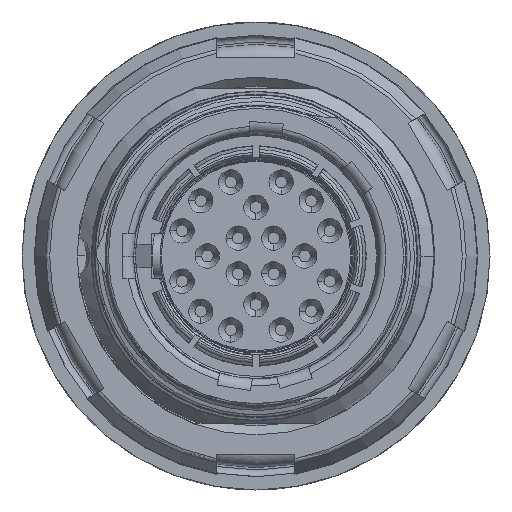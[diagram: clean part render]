
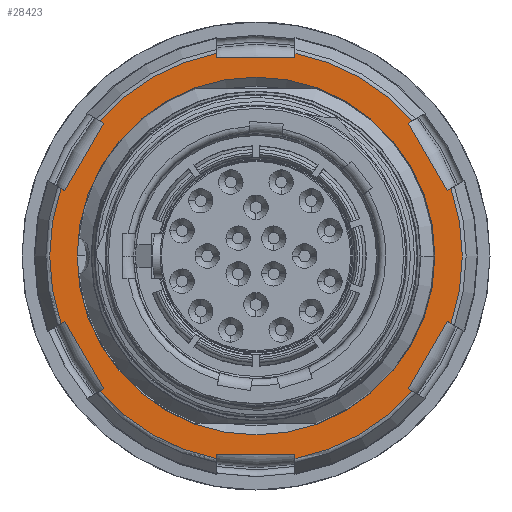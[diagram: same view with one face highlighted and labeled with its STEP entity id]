
A CAD part, left-side view. The second image highlights one B-rep face of the part: STEP entity #28423.
In plain terms, the highlighted face is planar.
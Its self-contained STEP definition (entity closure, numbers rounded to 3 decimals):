
#26970=CARTESIAN_POINT('',(0.,3.,0.));
#26971=DIRECTION('',(0.,1.,0.));
#26972=DIRECTION('',(-0.189,0.,-0.982));
#26973=AXIS2_PLACEMENT_3D('',#26970,#26971,#26972);
#26988=CARTESIAN_POINT('',(0.,3.,0.));
#26989=DIRECTION('',(0.,1.,0.));
#26990=DIRECTION('',(-0.945,0.,-0.327));
#26991=AXIS2_PLACEMENT_3D('',#26988,#26989,#26990);
#27024=CARTESIAN_POINT('',(0.,3.,0.));
#27025=DIRECTION('',(0.,1.,0.));
#27026=DIRECTION('',(0.756,0.,-0.655));
#27027=AXIS2_PLACEMENT_3D('',#27024,#27025,#27026);
#27078=CARTESIAN_POINT('',(0.,3.,0.));
#27079=DIRECTION('',(0.,1.,0.));
#27080=DIRECTION('',(-0.756,0.,0.655));
#27081=AXIS2_PLACEMENT_3D('',#27078,#27079,#27080);
#27114=CARTESIAN_POINT('',(0.,3.,0.));
#27115=DIRECTION('',(0.,1.,0.));
#27116=DIRECTION('',(0.189,0.,0.982));
#27117=AXIS2_PLACEMENT_3D('',#27114,#27115,#27116);
#27132=CARTESIAN_POINT('',(0.,3.,0.));
#27133=DIRECTION('',(0.,1.,0.));
#27134=DIRECTION('',(0.945,0.,0.327));
#27135=AXIS2_PLACEMENT_3D('',#27132,#27133,#27134);
#27158=DIRECTION('',(-0.866,0.,-0.5));
#27159=VECTOR('',#27158,0.19);
#27160=CARTESIAN_POINT('',(6.997,3.,6.061));
#27161=LINE('',#27160,#27159);
#27165=DIRECTION('',(0.,0.,-1.));
#27166=VECTOR('',#27165,0.19);
#27167=CARTESIAN_POINT('',(1.75,3.,9.09));
#27168=LINE('',#27167,#27166);
#27172=DIRECTION('',(1.,0.,0.));
#27173=VECTOR('',#27172,3.5);
#27174=CARTESIAN_POINT('',(-1.75,3.,8.9));
#27175=LINE('',#27174,#27173);
#27179=DIRECTION('',(0.,0.,-1.));
#27180=VECTOR('',#27179,0.19);
#27181=CARTESIAN_POINT('',(-1.75,3.,9.09));
#27182=LINE('',#27181,#27180);
#27186=DIRECTION('',(-0.866,0.,0.5));
#27187=VECTOR('',#27186,0.19);
#27188=CARTESIAN_POINT('',(-6.833,3.,5.966));
#27189=LINE('',#27188,#27187);
#27193=DIRECTION('',(0.5,0.,0.866));
#27194=VECTOR('',#27193,3.5);
#27195=CARTESIAN_POINT('',(-8.583,3.,2.934));
#27196=LINE('',#27195,#27194);
#27200=DIRECTION('',(0.866,0.,-0.5));
#27201=VECTOR('',#27200,0.19);
#27202=CARTESIAN_POINT('',(-8.747,3.,3.03));
#27203=LINE('',#27202,#27201);
#27207=DIRECTION('',(0.866,0.,0.5));
#27208=VECTOR('',#27207,0.19);
#27209=CARTESIAN_POINT('',(-8.747,3.,-3.03));
#27210=LINE('',#27209,#27208);
#27214=DIRECTION('',(-0.5,0.,0.866));
#27215=VECTOR('',#27214,3.5);
#27216=CARTESIAN_POINT('',(-6.833,3.,-5.966));
#27217=LINE('',#27216,#27215);
#27221=DIRECTION('',(0.866,0.,0.5));
#27222=VECTOR('',#27221,0.19);
#27223=CARTESIAN_POINT('',(-6.997,3.,-6.061));
#27224=LINE('',#27223,#27222);
#27228=DIRECTION('',(0.,0.,1.));
#27229=VECTOR('',#27228,0.19);
#27230=CARTESIAN_POINT('',(-1.75,3.,-9.09));
#27231=LINE('',#27230,#27229);
#27235=DIRECTION('',(-1.,0.,0.));
#27236=VECTOR('',#27235,3.5);
#27237=CARTESIAN_POINT('',(1.75,3.,-8.9));
#27238=LINE('',#27237,#27236);
#27242=DIRECTION('',(0.,0.,1.));
#27243=VECTOR('',#27242,0.19);
#27244=CARTESIAN_POINT('',(1.75,3.,-9.09));
#27245=LINE('',#27244,#27243);
#27249=DIRECTION('',(0.866,0.,-0.5));
#27250=VECTOR('',#27249,0.19);
#27251=CARTESIAN_POINT('',(6.833,3.,-5.966));
#27252=LINE('',#27251,#27250);
#27256=DIRECTION('',(-0.5,0.,-0.866));
#27257=VECTOR('',#27256,3.5);
#27258=CARTESIAN_POINT('',(8.583,3.,-2.934));
#27259=LINE('',#27258,#27257);
#27263=DIRECTION('',(-0.866,0.,0.5));
#27264=VECTOR('',#27263,0.19);
#27265=CARTESIAN_POINT('',(8.747,3.,-3.03));
#27266=LINE('',#27265,#27264);
#27270=DIRECTION('',(-0.866,0.,-0.5));
#27271=VECTOR('',#27270,0.19);
#27272=CARTESIAN_POINT('',(8.747,3.,3.03));
#27273=LINE('',#27272,#27271);
#27277=DIRECTION('',(0.5,0.,-0.866));
#27278=VECTOR('',#27277,3.5);
#27279=CARTESIAN_POINT('',(6.833,3.,5.966));
#27280=LINE('',#27279,#27278);
#27299=CARTESIAN_POINT('',(0.,3.,0.));
#27300=DIRECTION('',(0.,-1.,0.));
#27301=DIRECTION('',(-1.,0.,0.));
#27302=AXIS2_PLACEMENT_3D('',#27299,#27300,#27301);
#27322=CARTESIAN_POINT('',(0.,3.,0.));
#27323=DIRECTION('',(0.,1.,0.));
#27324=DIRECTION('',(-1.,0.,0.));
#27325=AXIS2_PLACEMENT_3D('',#27322,#27323,#27324);
#27556=CARTESIAN_POINT('',(-8.583,3.,2.934));
#27557=VERTEX_POINT('',#27556);
#27558=CARTESIAN_POINT('',(-6.833,3.,5.966));
#27559=VERTEX_POINT('',#27558);
#27564=CARTESIAN_POINT('',(-8.025,3.,0.));
#27565=CARTESIAN_POINT('',(8.025,3.,0.));
#27566=VERTEX_POINT('',#27564);
#27567=VERTEX_POINT('',#27565);
#27576=CARTESIAN_POINT('',(-8.747,3.,3.03));
#27577=VERTEX_POINT('',#27576);
#27578=CARTESIAN_POINT('',(-6.997,3.,6.061));
#27579=VERTEX_POINT('',#27578);
#27600=CARTESIAN_POINT('',(1.75,3.,-9.09));
#27601=CARTESIAN_POINT('',(1.75,3.,-8.9));
#27602=VERTEX_POINT('',#27600);
#27603=VERTEX_POINT('',#27601);
#27604=CARTESIAN_POINT('',(-1.75,3.,-8.9));
#27605=VERTEX_POINT('',#27604);
#27606=CARTESIAN_POINT('',(-1.75,3.,-9.09));
#27607=VERTEX_POINT('',#27606);
#27628=CARTESIAN_POINT('',(-6.997,3.,-6.061));
#27629=CARTESIAN_POINT('',(-6.833,3.,-5.966));
#27630=VERTEX_POINT('',#27628);
#27631=VERTEX_POINT('',#27629);
#27632=CARTESIAN_POINT('',(-8.583,3.,-2.934));
#27633=VERTEX_POINT('',#27632);
#27634=CARTESIAN_POINT('',(-8.747,3.,-3.03));
#27635=VERTEX_POINT('',#27634);
#27656=CARTESIAN_POINT('',(8.747,3.,-3.03));
#27657=CARTESIAN_POINT('',(8.583,3.,-2.934));
#27658=VERTEX_POINT('',#27656);
#27659=VERTEX_POINT('',#27657);
#27660=CARTESIAN_POINT('',(6.833,3.,-5.966));
#27661=VERTEX_POINT('',#27660);
#27662=CARTESIAN_POINT('',(6.997,3.,-6.061));
#27663=VERTEX_POINT('',#27662);
#27684=CARTESIAN_POINT('',(-1.75,3.,9.09));
#27685=CARTESIAN_POINT('',(-1.75,3.,8.9));
#27686=VERTEX_POINT('',#27684);
#27687=VERTEX_POINT('',#27685);
#27688=CARTESIAN_POINT('',(1.75,3.,8.9));
#27689=VERTEX_POINT('',#27688);
#27690=CARTESIAN_POINT('',(1.75,3.,9.09));
#27691=VERTEX_POINT('',#27690);
#27712=CARTESIAN_POINT('',(6.997,3.,6.061));
#27713=CARTESIAN_POINT('',(6.833,3.,5.966));
#27714=VERTEX_POINT('',#27712);
#27715=VERTEX_POINT('',#27713);
#27716=CARTESIAN_POINT('',(8.583,3.,2.934));
#27717=VERTEX_POINT('',#27716);
#27718=CARTESIAN_POINT('',(8.747,3.,3.03));
#27719=VERTEX_POINT('',#27718);
#28373=CARTESIAN_POINT('',(0.,3.,0.));
#28374=DIRECTION('',(0.,-1.,0.));
#28375=DIRECTION('',(1.,0.,0.));
#28376=AXIS2_PLACEMENT_3D('',#28373,#28374,#28375);
#28377=PLANE('',#28376);
#28378=ORIENTED_EDGE('',*,*,#27854,.F.);
#28379=ORIENTED_EDGE('',*,*,#28353,.F.);
#28381=ORIENTED_EDGE('',*,*,#28380,.T.);
#28383=ORIENTED_EDGE('',*,*,#28382,.F.);
#28385=ORIENTED_EDGE('',*,*,#28384,.F.);
#28386=ORIENTED_EDGE('',*,*,#28339,.F.);
#28388=ORIENTED_EDGE('',*,*,#28387,.F.);
#28390=ORIENTED_EDGE('',*,*,#28389,.F.);
#28392=ORIENTED_EDGE('',*,*,#28391,.F.);
#28393=ORIENTED_EDGE('',*,*,#28307,.F.);
#28395=ORIENTED_EDGE('',*,*,#28394,.T.);
#28397=ORIENTED_EDGE('',*,*,#28396,.F.);
#28398=ORIENTED_EDGE('',*,*,#27965,.F.);
#28399=ORIENTED_EDGE('',*,*,#28295,.F.);
#28400=ORIENTED_EDGE('',*,*,#28068,.T.);
#28401=ORIENTED_EDGE('',*,*,#28089,.F.);
#28402=ORIENTED_EDGE('',*,*,#28109,.F.);
#28403=ORIENTED_EDGE('',*,*,#28322,.F.);
#28405=ORIENTED_EDGE('',*,*,#28404,.F.);
#28407=ORIENTED_EDGE('',*,*,#28406,.F.);
#28409=ORIENTED_EDGE('',*,*,#28408,.F.);
#28410=ORIENTED_EDGE('',*,*,#28365,.F.);
#28412=ORIENTED_EDGE('',*,*,#28411,.T.);
#28414=ORIENTED_EDGE('',*,*,#28413,.F.);
#28415=EDGE_LOOP('',(#28378,#28379,#28381,#28383,#28385,#28386,#28388,#28390,
#28392,#28393,#28395,#28397,#28398,#28399,#28400,#28401,#28402,#28403,#28405,
#28407,#28409,#28410,#28412,#28414));
#28416=FACE_OUTER_BOUND('',#28415,.F.);
#28418=ORIENTED_EDGE('',*,*,#28417,.F.);
#28420=ORIENTED_EDGE('',*,*,#28419,.T.);
#28421=EDGE_LOOP('',(#28418,#28420));
#28422=FACE_BOUND('',#28421,.F.);
#26974=CIRCLE('',#26973,9.257);
#26992=CIRCLE('',#26991,9.257);
#27028=CIRCLE('',#27027,9.257);
#27082=CIRCLE('',#27081,9.257);
#27118=CIRCLE('',#27117,9.257);
#27136=CIRCLE('',#27135,9.257);
#27303=CIRCLE('',#27302,8.025);
#27326=CIRCLE('',#27325,8.025);
#27854=EDGE_CURVE('',#27714,#27715,#27161,.T.);
#27965=EDGE_CURVE('',#27630,#27631,#27224,.T.);
#28068=EDGE_CURVE('',#27607,#27605,#27231,.T.);
#28089=EDGE_CURVE('',#27603,#27605,#27238,.T.);
#28109=EDGE_CURVE('',#27602,#27603,#27245,.T.);
#28295=EDGE_CURVE('',#27607,#27630,#26974,.T.);
#28307=EDGE_CURVE('',#27635,#27577,#26992,.T.);
#28322=EDGE_CURVE('',#27663,#27602,#27028,.T.);
#28339=EDGE_CURVE('',#27579,#27686,#27082,.T.);
#28353=EDGE_CURVE('',#27691,#27714,#27118,.T.);
#28365=EDGE_CURVE('',#27719,#27658,#27136,.T.);
#28380=EDGE_CURVE('',#27691,#27689,#27168,.T.);
#28382=EDGE_CURVE('',#27687,#27689,#27175,.T.);
#28384=EDGE_CURVE('',#27686,#27687,#27182,.T.);
#28387=EDGE_CURVE('',#27559,#27579,#27189,.T.);
#28389=EDGE_CURVE('',#27557,#27559,#27196,.T.);
#28391=EDGE_CURVE('',#27577,#27557,#27203,.T.);
#28394=EDGE_CURVE('',#27635,#27633,#27210,.T.);
#28396=EDGE_CURVE('',#27631,#27633,#27217,.T.);
#28404=EDGE_CURVE('',#27661,#27663,#27252,.T.);
#28406=EDGE_CURVE('',#27659,#27661,#27259,.T.);
#28408=EDGE_CURVE('',#27658,#27659,#27266,.T.);
#28411=EDGE_CURVE('',#27719,#27717,#27273,.T.);
#28413=EDGE_CURVE('',#27715,#27717,#27280,.T.);
#28417=EDGE_CURVE('',#27566,#27567,#27303,.T.);
#28419=EDGE_CURVE('',#27566,#27567,#27326,.T.);
#28423=ADVANCED_FACE('',(#28416,#28422),#28377,.F.);
